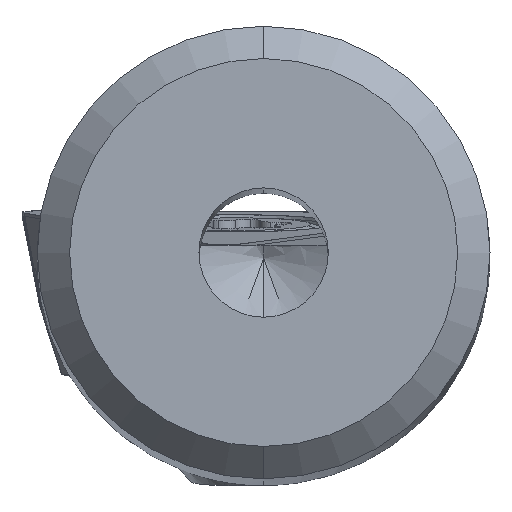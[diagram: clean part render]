
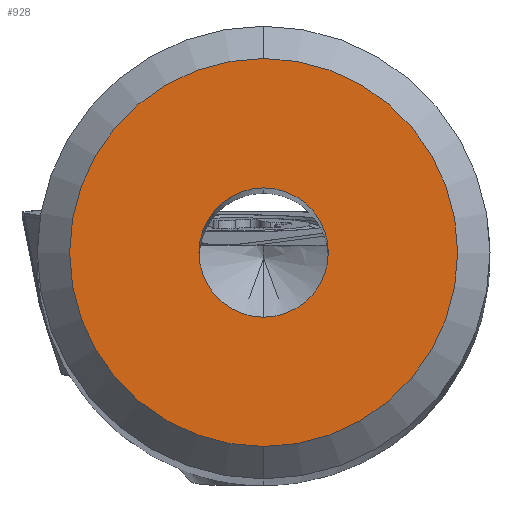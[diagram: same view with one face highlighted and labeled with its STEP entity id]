
A CAD part, top view. The second image highlights one B-rep face of the part: STEP entity #928.
In plain terms, the highlighted planar face has unit normal (0, 0, 1).
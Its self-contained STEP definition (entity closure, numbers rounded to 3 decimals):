
#924=EDGE_CURVE('NONE',#1118,#1506,#2264,.T.);
#928=ADVANCED_FACE('NONE',(#2268,#2269),#2270,.T.);
#1118=VERTEX_POINT('NONE',#2483);
#1254=EDGE_CURVE('NONE',#1778,#1416,#2632,.T.);
#1416=VERTEX_POINT('NONE',#2814);
#1492=EDGE_CURVE('NONE',#1506,#1118,#2899,.T.);
#1506=VERTEX_POINT('NONE',#2914);
#1778=VERTEX_POINT('NONE',#3219);
#1956=EDGE_CURVE('NONE',#1416,#1778,#3406,.T.);
#2264=CIRCLE('',#3825,1.0);
#2268=FACE_OUTER_BOUND('',#3829,.T.);
#2269=FACE_BOUND('',#3830,.T.);
#2270=PLANE('',#3831);
#2483=CARTESIAN_POINT('',(0.0,1.0,43.0));
#2632=CIRCLE('',#4371,3.0);
#2814=CARTESIAN_POINT('',(0.0,3.0,43.0));
#2899=CIRCLE('',#4758,1.0);
#2914=CARTESIAN_POINT('',(0.,-1.0,43.0));
#3219=CARTESIAN_POINT('',(0.,-3.0,43.0));
#3406=CIRCLE('',#5548,3.0);
#3825=AXIS2_PLACEMENT_3D('',#5909,#5910,#5911);
#3829=EDGE_LOOP('',(#5913,#5914));
#3830=EDGE_LOOP('',(#5915,#5916));
#3831=AXIS2_PLACEMENT_3D('',#5917,#5918,#5919);
#4371=AXIS2_PLACEMENT_3D('',#6333,#6334,#6335);
#4758=AXIS2_PLACEMENT_3D('',#6671,#6672,#6673);
#5548=AXIS2_PLACEMENT_3D('',#7264,#7265,#7266);
#5909=CARTESIAN_POINT('',(0.0,0.0,43.0));
#5910=DIRECTION('',(0.0,0.0,-1.0));
#5911=DIRECTION('',(0.0,1.0,0.0));
#5913=ORIENTED_EDGE('',*,*,#1956,.F.);
#5914=ORIENTED_EDGE('',*,*,#1254,.F.);
#5915=ORIENTED_EDGE('',*,*,#924,.T.);
#5916=ORIENTED_EDGE('',*,*,#1492,.T.);
#5917=CARTESIAN_POINT('',(-3.0,0.0,43.0));
#5918=DIRECTION('',(0.0,0.0,1.0));
#5919=DIRECTION('',(1.0,0.0,0.0));
#6333=CARTESIAN_POINT('',(0.0,0.0,43.0));
#6334=DIRECTION('',(0.0,0.0,-1.0));
#6335=DIRECTION('',(0.0,1.0,0.0));
#6671=CARTESIAN_POINT('',(0.0,0.0,43.0));
#6672=DIRECTION('',(0.0,0.0,-1.0));
#6673=DIRECTION('',(0.0,1.0,0.0));
#7264=CARTESIAN_POINT('',(0.0,0.0,43.0));
#7265=DIRECTION('',(0.0,0.0,-1.0));
#7266=DIRECTION('',(0.0,1.0,0.0));
